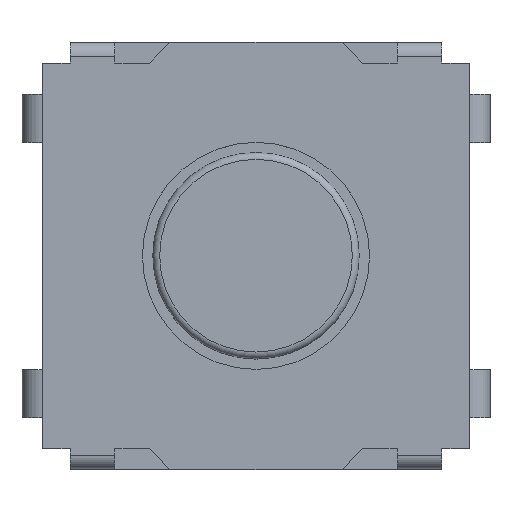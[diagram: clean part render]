
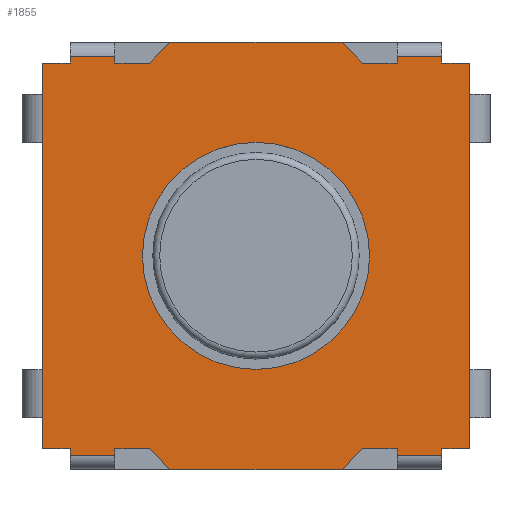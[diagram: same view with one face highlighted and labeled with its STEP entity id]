
A CAD part, top view. The second image highlights one B-rep face of the part: STEP entity #1855.
In plain terms, the highlighted planar face has unit normal (0, 0, 1).
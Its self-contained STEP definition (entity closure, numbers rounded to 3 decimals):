
#13=DIRECTION('',(0.,0.,1.));
#27=VECTOR('',#28,1.);
#28=DIRECTION('',(1.,0.,0.));
#56=VECTOR('',#57,1.);
#57=DIRECTION('',(1.,0.,0.));
#76=DIRECTION('',(0.,1.,0.));
#111=VECTOR('',#112,1.);
#112=DIRECTION('',(0.,-1.,0.));
#138=VECTOR('',#76,1.);
#145=VECTOR('',#146,1.);
#146=DIRECTION('',(-1.,0.,0.));
#359=VECTOR('',#360,1.);
#360=DIRECTION('',(0.707,0.707,0.));
#373=VECTOR('',#374,1.);
#374=DIRECTION('',(0.,-1.,0.));
#389=DIRECTION('',(-1.,0.,0.));
#642=VECTOR('',#643,1.);
#643=DIRECTION('',(-1.,0.,0.));
#1157=VECTOR('',#389,1.);
#1229=VERTEX_POINT('',#1230);
#1230=CARTESIAN_POINT('',(-2.05,-2.8,2.9));
#1232=ORIENTED_EDGE('',*,*,#1233,.T.);
#1233=EDGE_CURVE('',#1229,#1234,#1236,.T.);
#1234=VERTEX_POINT('',#1235);
#1235=CARTESIAN_POINT('',(-1.55,-2.8,2.9));
#1236=LINE('',#1237,#27);
#1237=CARTESIAN_POINT('',(-3.1,-2.8,2.9));
#1252=VECTOR('',#1253,1.);
#1253=DIRECTION('',(0.707,-0.707,0.));
#1259=VECTOR('',#1260,1.);
#1260=DIRECTION('',(1.,0.,0.));
#1270=VERTEX_POINT('',#1271);
#1271=CARTESIAN_POINT('',(1.55,-2.8,2.9));
#1273=ORIENTED_EDGE('',*,*,#1274,.T.);
#1274=EDGE_CURVE('',#1270,#1275,#1236,.T.);
#1275=VERTEX_POINT('',#1276);
#1276=CARTESIAN_POINT('',(2.05,-2.8,2.9));
#1516=VECTOR('',#1517,1.);
#1517=DIRECTION('',(0.,1.,0.));
#1532=DIRECTION('',(1.,0.,0.));
#1704=VERTEX_POINT('',#1705);
#1705=CARTESIAN_POINT('',(3.1,-2.8,2.9));
#1707=ORIENTED_EDGE('',*,*,#1708,.T.);
#1708=EDGE_CURVE('',#1704,#1709,#1711,.T.);
#1709=VERTEX_POINT('',#1710);
#1710=CARTESIAN_POINT('',(3.1,2.8,2.9));
#1711=LINE('',#1705,#138);
#1734=VERTEX_POINT('',#1735);
#1735=CARTESIAN_POINT('',(2.05,-2.9,2.9));
#1740=EDGE_CURVE('',#1275,#1734,#1741,.T.);
#1741=LINE('',#1276,#373);
#1768=VERTEX_POINT('',#1769);
#1769=CARTESIAN_POINT('',(-2.05,-2.9,2.9));
#1772=ORIENTED_EDGE('',*,*,#1773,.F.);
#1773=EDGE_CURVE('',#1229,#1768,#1774,.T.);
#1774=LINE('',#1230,#373);
#1786=VERTEX_POINT('',#1787);
#1787=CARTESIAN_POINT('',(-3.1,2.8,2.9));
#1789=ORIENTED_EDGE('',*,*,#1790,.T.);
#1790=EDGE_CURVE('',#1786,#1791,#1792,.T.);
#1791=VERTEX_POINT('',#1237);
#1792=LINE('',#1787,#111);
#1808=VERTEX_POINT('',#1809);
#1809=CARTESIAN_POINT('',(-2.7,-2.8,2.9));
#1811=ORIENTED_EDGE('',*,*,#1812,.T.);
#1812=EDGE_CURVE('',#1808,#1813,#1815,.T.);
#1813=VERTEX_POINT('',#1814);
#1814=CARTESIAN_POINT('',(-2.7,-2.9,2.9));
#1815=LINE('',#1809,#373);
#1836=ORIENTED_EDGE('',*,*,#1837,.T.);
#1837=EDGE_CURVE('',#1791,#1808,#1236,.T.);
#1843=ORIENTED_EDGE('',*,*,#1844,.T.);
#1844=EDGE_CURVE('',#1234,#1845,#1847,.T.);
#1845=VERTEX_POINT('',#1846);
#1846=CARTESIAN_POINT('',(-1.25,-3.1,2.9));
#1847=LINE('',#1235,#1252);
#1855=ADVANCED_FACE('',(#1856,#1943),#1952,.T.);
#1856=FACE_BOUND('',#1857,.T.);
#1857=EDGE_LOOP('',(#1836,#1811,#1858,#1772,#1232,#1843,#1861,#1866,#1273,#1869,#1870,#1875,#1880,#1707,#1882,#1887,#1892,#1898,#1903,#1907,#1912,#1917,#1922,#1926,#1931,#1936,#1941,#1789));
#1858=ORIENTED_EDGE('',*,*,#1859,.F.);
#1859=EDGE_CURVE('',#1768,#1813,#1860,.T.);
#1860=LINE('',#1769,#1157);
#1861=ORIENTED_EDGE('',*,*,#1862,.T.);
#1862=EDGE_CURVE('',#1845,#1863,#1865,.T.);
#1863=VERTEX_POINT('',#1864);
#1864=CARTESIAN_POINT('',(1.25,-3.1,2.9));
#1865=LINE('',#1846,#1259);
#1866=ORIENTED_EDGE('',*,*,#1867,.T.);
#1867=EDGE_CURVE('',#1863,#1270,#1868,.T.);
#1868=LINE('',#1864,#359);
#1869=ORIENTED_EDGE('',*,*,#1740,.T.);
#1870=ORIENTED_EDGE('',*,*,#1871,.T.);
#1871=EDGE_CURVE('',#1734,#1872,#1874,.T.);
#1872=VERTEX_POINT('',#1873);
#1873=CARTESIAN_POINT('',(2.7,-2.9,2.9));
#1874=LINE('',#1735,#56);
#1875=ORIENTED_EDGE('',*,*,#1876,.F.);
#1876=EDGE_CURVE('',#1877,#1872,#1879,.T.);
#1877=VERTEX_POINT('',#1878);
#1878=CARTESIAN_POINT('',(2.7,-2.8,2.9));
#1879=LINE('',#1878,#373);
#1880=ORIENTED_EDGE('',*,*,#1881,.T.);
#1881=EDGE_CURVE('',#1877,#1704,#1236,.T.);
#1882=ORIENTED_EDGE('',*,*,#1883,.T.);
#1883=EDGE_CURVE('',#1709,#1884,#1886,.T.);
#1884=VERTEX_POINT('',#1885);
#1885=CARTESIAN_POINT('',(2.7,2.8,2.9));
#1886=LINE('',#1710,#145);
#1887=ORIENTED_EDGE('',*,*,#1888,.T.);
#1888=EDGE_CURVE('',#1884,#1889,#1891,.T.);
#1889=VERTEX_POINT('',#1890);
#1890=CARTESIAN_POINT('',(2.7,2.9,2.9));
#1891=LINE('',#1885,#1516);
#1892=ORIENTED_EDGE('',*,*,#1893,.F.);
#1893=EDGE_CURVE('',#1894,#1889,#1896,.T.);
#1894=VERTEX_POINT('',#1895);
#1895=CARTESIAN_POINT('',(2.05,2.9,2.9));
#1896=LINE('',#1895,#1897);
#1897=VECTOR('',#1532,1.);
#1898=ORIENTED_EDGE('',*,*,#1899,.F.);
#1899=EDGE_CURVE('',#1900,#1894,#1902,.T.);
#1900=VERTEX_POINT('',#1901);
#1901=CARTESIAN_POINT('',(2.05,2.8,2.9));
#1902=LINE('',#1901,#1516);
#1903=ORIENTED_EDGE('',*,*,#1904,.T.);
#1904=EDGE_CURVE('',#1900,#1905,#1886,.T.);
#1905=VERTEX_POINT('',#1906);
#1906=CARTESIAN_POINT('',(1.55,2.8,2.9));
#1907=ORIENTED_EDGE('',*,*,#1908,.F.);
#1908=EDGE_CURVE('',#1909,#1905,#1911,.T.);
#1909=VERTEX_POINT('',#1910);
#1910=CARTESIAN_POINT('',(1.25,3.1,2.9));
#1911=LINE('',#1910,#1252);
#1912=ORIENTED_EDGE('',*,*,#1913,.F.);
#1913=EDGE_CURVE('',#1914,#1909,#1916,.T.);
#1914=VERTEX_POINT('',#1915);
#1915=CARTESIAN_POINT('',(-1.25,3.1,2.9));
#1916=LINE('',#1915,#1897);
#1917=ORIENTED_EDGE('',*,*,#1918,.F.);
#1918=EDGE_CURVE('',#1919,#1914,#1921,.T.);
#1919=VERTEX_POINT('',#1920);
#1920=CARTESIAN_POINT('',(-1.55,2.8,2.9));
#1921=LINE('',#1920,#359);
#1922=ORIENTED_EDGE('',*,*,#1923,.T.);
#1923=EDGE_CURVE('',#1919,#1924,#1886,.T.);
#1924=VERTEX_POINT('',#1925);
#1925=CARTESIAN_POINT('',(-2.05,2.8,2.9));
#1926=ORIENTED_EDGE('',*,*,#1927,.T.);
#1927=EDGE_CURVE('',#1924,#1928,#1930,.T.);
#1928=VERTEX_POINT('',#1929);
#1929=CARTESIAN_POINT('',(-2.05,2.9,2.9));
#1930=LINE('',#1925,#1516);
#1931=ORIENTED_EDGE('',*,*,#1932,.T.);
#1932=EDGE_CURVE('',#1928,#1933,#1935,.T.);
#1933=VERTEX_POINT('',#1934);
#1934=CARTESIAN_POINT('',(-2.7,2.9,2.9));
#1935=LINE('',#1929,#642);
#1936=ORIENTED_EDGE('',*,*,#1937,.F.);
#1937=EDGE_CURVE('',#1938,#1933,#1940,.T.);
#1938=VERTEX_POINT('',#1939);
#1939=CARTESIAN_POINT('',(-2.7,2.8,2.9));
#1940=LINE('',#1939,#1516);
#1941=ORIENTED_EDGE('',*,*,#1942,.T.);
#1942=EDGE_CURVE('',#1938,#1786,#1886,.T.);
#1943=FACE_BOUND('',#1944,.T.);
#1944=EDGE_LOOP('',(#1945));
#1945=ORIENTED_EDGE('',*,*,#1946,.F.);
#1946=EDGE_CURVE('',#1947,#1947,#1949,.T.);
#1947=VERTEX_POINT('',#1948);
#1948=CARTESIAN_POINT('',(1.65,0.,2.9));
#1949=CIRCLE('',#1950,1.65);
#1950=AXIS2_PLACEMENT_3D('',#1951,#13,#28);
#1951=CARTESIAN_POINT('',(0.,0.,2.9));
#1952=PLANE('',#1950);
